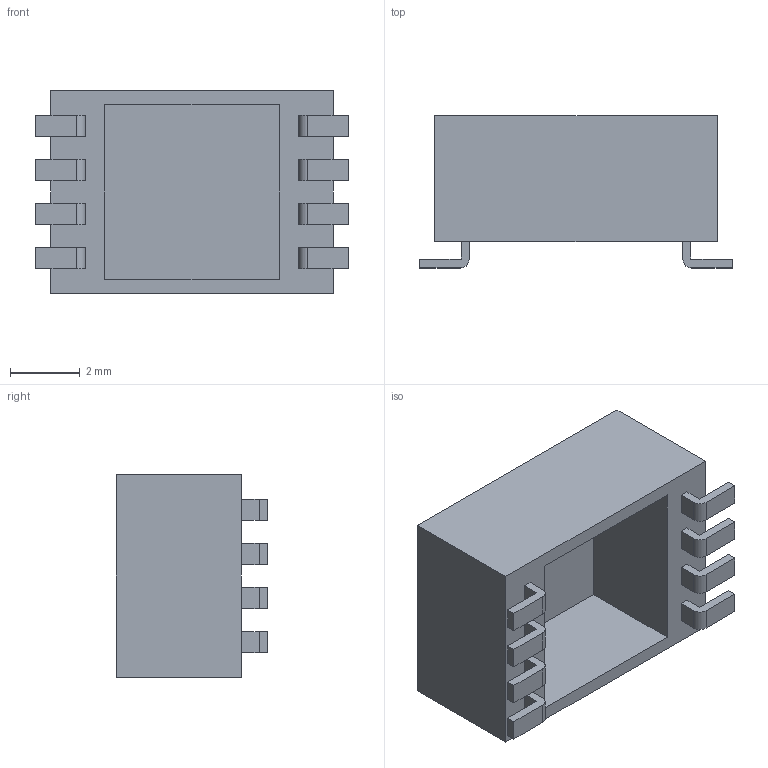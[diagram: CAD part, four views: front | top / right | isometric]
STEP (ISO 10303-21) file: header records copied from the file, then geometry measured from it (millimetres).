
FILE_DESCRIPTION (( 'STEP AP214' ), '1' );
FILE_NAME ('TOR_0912.STEP', '2021-07-02T16:58:00', ( '' ), ( '' ), 'SwSTEP 2.0', 'SolidWorks 2017', '' );
FILE_SCHEMA (( 'AUTOMOTIVE_DESIGN' ));
Length unit declared in the file: millimetre
Products named in the file (2): 250-0912_6B; TOR_0912
Assembly tree (1 placements, depth 2):
  TOR_0912
    250-0912_6B
Bounding box: 8.98 x 4.36 x 5.82 mm (x, y, z)
Volume: 97.2 mm3; surface area: 281.4 mm2
Topology: 1 solids, 1 shells, 78 faces, 198 edges, 132 vertices
Faces by surface type: plane 68, cylinder 10
Entity records: 3092 total; most frequent: CARTESIAN_POINT 412, ORIENTED_EDGE 396, DIRECTION 382, EDGE_CURVE 198, LINE 178, VECTOR 178, VERTEX_POINT 132, AXIS2_PLACEMENT_3D 102
